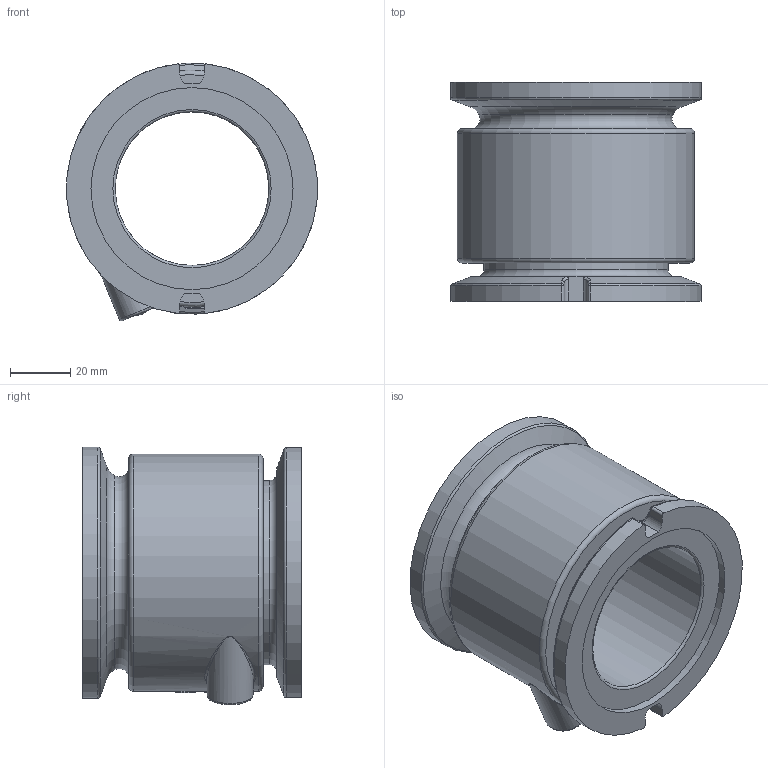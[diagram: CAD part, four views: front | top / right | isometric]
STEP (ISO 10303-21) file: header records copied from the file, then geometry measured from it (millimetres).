
FILE_DESCRIPTION(/* description */ ('2" MANIFOLD FLANGE SWIVEL'),/* implementation_level */ '2;1');
FILE_NAME(/* name */ 'MSW220.stp',/* time_stamp */ '2022-09-01T10:51:15-04:00',/* author */ ('aaron'),/* organization */ (''),/* preprocessor_version */ 'ST-DEVELOPER v18.1',/* originating_system */ 'Autodesk Inventor 2022',/* authorisation */ '');
FILE_SCHEMA (('AUTOMOTIVE_DESIGN { 1 0 10303 214 3 1 1 }'));
Length unit declared in the file: inch
Products named in the file (9): MSW220; MSW221; MSW221X; MSW222A; MSW222X; AQ142X; SW105; SW223; WR220
Assembly tree (9 placements, depth 3):
  MSW220
    MSW221
      MSW221X
    MSW222A
      MSW222X
    AQ142X  x2
    SW105
    SW223
    WR220
Bounding box: 83 x 72.39 x 85.23 mm (x, y, z)
Volume: 178837.2 mm3; surface area: 72122.5 mm2
Topology: 7 solids, 7 shells, 349 faces, 888 edges, 581 vertices
Faces by surface type: plane 123, bspline 104, cylinder 78, torus 32, cone 7, sphere 5
Full cylindrical faces by diameter (mm): 4.47 x1, 4.978 x1, 5.334 x1, 10.49 x1, 50.8 x2, 58.42 x1, 60.046 x1, 60.452 x4, 60.96 x1, 63.221 x1, 63.297 x1, 64.973 x2, 66.802 x2, 78.486 x1, 83.058 x1
Entity records: 23427 total; most frequent: CARTESIAN_POINT 15554, ORIENTED_EDGE 1736, DIRECTION 1274, EDGE_CURVE 868, VERTEX_POINT 573, AXIS2_PLACEMENT_3D 488, EDGE_LOOP 383, FACE_OUTER_BOUND 341
